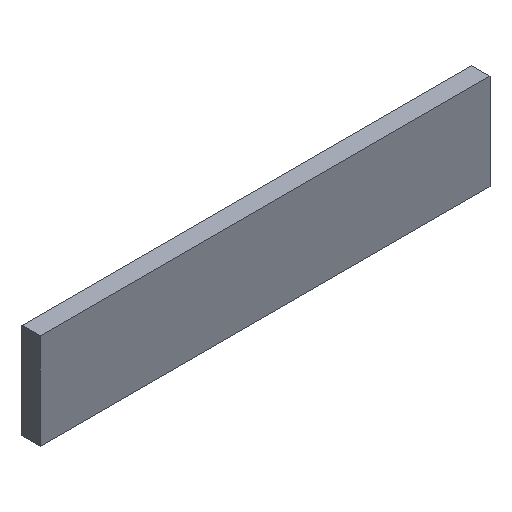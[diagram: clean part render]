
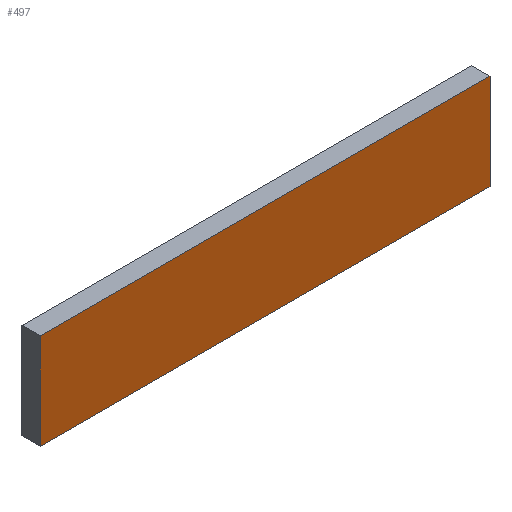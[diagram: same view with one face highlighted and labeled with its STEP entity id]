
A CAD part, isometric view. The second image highlights one B-rep face of the part: STEP entity #497.
In plain terms, the highlighted free-form (B-spline) face has degree [1, 1] with [2, 2] control points.
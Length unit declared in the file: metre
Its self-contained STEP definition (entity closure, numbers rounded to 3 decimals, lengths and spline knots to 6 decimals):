
#16=B_SPLINE_SURFACE_WITH_KNOTS('',1,1,((#868,#869),(#870,#871)),
 .PLANE_SURF.,.F.,.F.,.F.,(2,2),(2,2),(0.,1.),(0.,1.),.UNSPECIFIED.);
#46=LINE('',#843,#78);
#49=LINE('',#852,#81);
#52=LINE('',#861,#84);
#54=LINE('',#867,#86);
#78=VECTOR('',#632,1.);
#81=VECTOR('',#635,1.);
#84=VECTOR('',#638,1.);
#86=VECTOR('',#640,1.);
#183=ORIENTED_EDGE('',*,*,#304,.T.);
#184=ORIENTED_EDGE('',*,*,#312,.T.);
#185=ORIENTED_EDGE('',*,*,#310,.F.);
#186=ORIENTED_EDGE('',*,*,#307,.F.);
#304=EDGE_CURVE('',#363,#366,#46,.T.);
#307=EDGE_CURVE('',#363,#367,#49,.T.);
#310=EDGE_CURVE('',#367,#369,#52,.T.);
#312=EDGE_CURVE('',#366,#369,#54,.T.);
#363=VERTEX_POINT('',#837);
#366=VERTEX_POINT('',#842);
#367=VERTEX_POINT('',#849);
#369=VERTEX_POINT('',#858);
#415=EDGE_LOOP('',(#183,#184,#185,#186));
#451=FACE_BOUND('',#415,.T.);
#497=ADVANCED_FACE('',(#451),#16,.F.);
#632=DIRECTION('',(1.,0.,0.));
#635=DIRECTION('',(0.,0.,1.));
#638=DIRECTION('',(1.,0.,0.));
#640=DIRECTION('',(0.,0.,1.));
#837=CARTESIAN_POINT('',(-0.1175,-0.005,-0.025));
#842=CARTESIAN_POINT('',(0.1175,-0.005,-0.025));
#843=CARTESIAN_POINT('',(0.,-0.005,-0.025));
#849=CARTESIAN_POINT('',(-0.1175,-0.005,0.025));
#852=CARTESIAN_POINT('',(-0.1175,-0.005,0.));
#858=CARTESIAN_POINT('',(0.1175,-0.005,0.025));
#861=CARTESIAN_POINT('',(0.,-0.005,0.025));
#867=CARTESIAN_POINT('',(0.1175,-0.005,0.));
#868=CARTESIAN_POINT('',(-0.12925,-0.005,0.0275));
#869=CARTESIAN_POINT('',(-0.12925,-0.005,-0.0275));
#870=CARTESIAN_POINT('',(0.12925,-0.005,0.0275));
#871=CARTESIAN_POINT('',(0.12925,-0.005,-0.0275));
